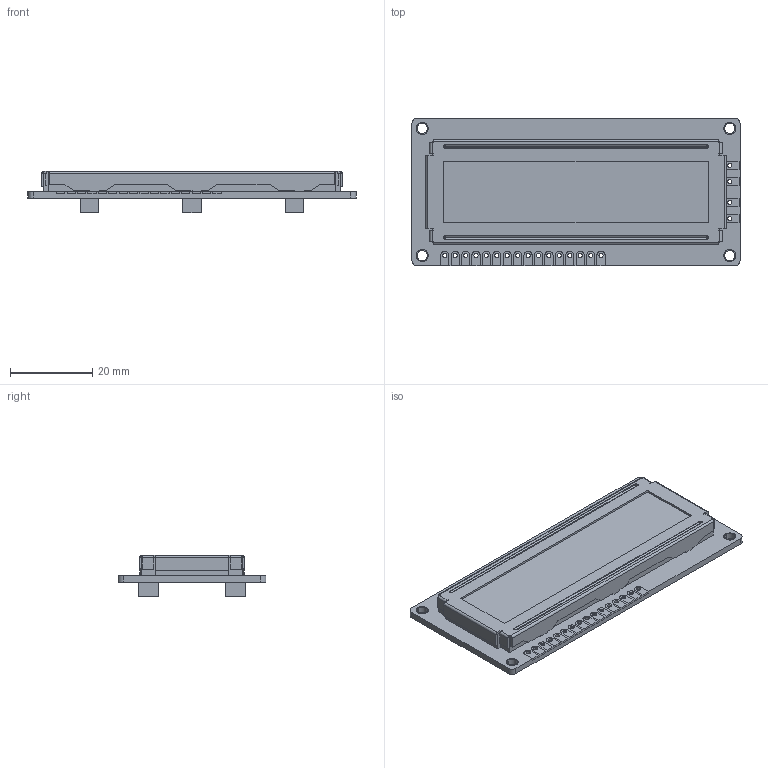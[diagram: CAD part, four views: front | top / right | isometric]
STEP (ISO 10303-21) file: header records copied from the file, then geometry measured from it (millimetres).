
FILE_DESCRIPTION(('FreeCAD Model'),'2;1');
FILE_NAME('Open CASCADE Shape Model','2025-06-30T20:14:50',(''),(''), 'Open CASCADE STEP processor 7.8','FreeCAD','Unknown');
FILE_SCHEMA(('AUTOMOTIVE_DESIGN { 1 0 10303 214 1 1 1 1 }'));
Length unit declared in the file: millimetre
Products named in the file (35): LCD1636 (Mirror #1)035; LCD1636 (Mirror #1); LCD1636 (Mirror #1)001; LCD1636 (Mirror #1)002; LCD1636 (Mirror #1)003; LCD1636 (Mirror #1)004; LCD1636 (Mirror #1)005; LCD1636 (Mirror #1)006; LCD1636 (Mirror #1)007; LCD1636 (Mirror #1)008; LCD1636 (Mirror #1)009; LCD1636 (Mirror #1)010; LCD1636 (Mirror #1)011; LCD1636 (Mirror #1)012; LCD1636 (Mirror #1)013; LCD1636 (Mirror #1)014; LCD1636 (Mirror #1)015; LCD1636 (Mirror #1)016; LCD1636 (Mirror #1)017; LCD1636 (Mirror #1)018; LCD1636 (Mirror #1)019; LCD1636 (Mirror #1)020; LCD1636 (Mirror #1)021; LCD1636 (Mirror #1)022; LCD1636 (Mirror #1)023; LCD1636 (Mirror #1)024; LCD1636 (Mirror #1)025; LCD1636 (Mirror #1)026; LCD1636 (Mirror #1)027; LCD1636 (Mirror #1)028; LCD1636 (Mirror #1)029; LCD1636 (Mirror #1)030; LCD1636 (Mirror #1)031; LCD1636 (Mirror #1)032; LCD1636 (Mirror #1)033
Assembly tree (34 placements, depth 2):
  LCD1636 (Mirror #1)035
    LCD1636 (Mirror #1)
    LCD1636 (Mirror #1)001
    LCD1636 (Mirror #1)002
    LCD1636 (Mirror #1)003
    LCD1636 (Mirror #1)004
    LCD1636 (Mirror #1)005
    LCD1636 (Mirror #1)006
    LCD1636 (Mirror #1)007
    LCD1636 (Mirror #1)008
    LCD1636 (Mirror #1)009
    LCD1636 (Mirror #1)010
    LCD1636 (Mirror #1)011
    LCD1636 (Mirror #1)012
    LCD1636 (Mirror #1)013
    LCD1636 (Mirror #1)014
    LCD1636 (Mirror #1)015
    LCD1636 (Mirror #1)016
    LCD1636 (Mirror #1)017
    LCD1636 (Mirror #1)018
    LCD1636 (Mirror #1)019
    LCD1636 (Mirror #1)020
    LCD1636 (Mirror #1)021
    LCD1636 (Mirror #1)022
    LCD1636 (Mirror #1)023
    LCD1636 (Mirror #1)024
    LCD1636 (Mirror #1)025
    LCD1636 (Mirror #1)026
    LCD1636 (Mirror #1)027
    LCD1636 (Mirror #1)028
    LCD1636 (Mirror #1)029
    LCD1636 (Mirror #1)030
    LCD1636 (Mirror #1)031
    LCD1636 (Mirror #1)032
    LCD1636 (Mirror #1)033
Bounding box: 80 x 36 x 10 mm (x, y, z)
Volume: 13460.5 mm3; surface area: 17202.6 mm2
Topology: 34 solids, 34 shells, 627 faces, 1520 edges, 988 vertices
Faces by surface type: plane 399, cylinder 212, revolution 8, torus 8
Entity records: 19433 total; most frequent: DIRECTION 3292, CARTESIAN_POINT 3226, ORIENTED_EDGE 3040, EDGE_CURVE 1520, AXIS2_PLACEMENT_3D 1110, LINE 1064, VECTOR 1064, VERTEX_POINT 988
